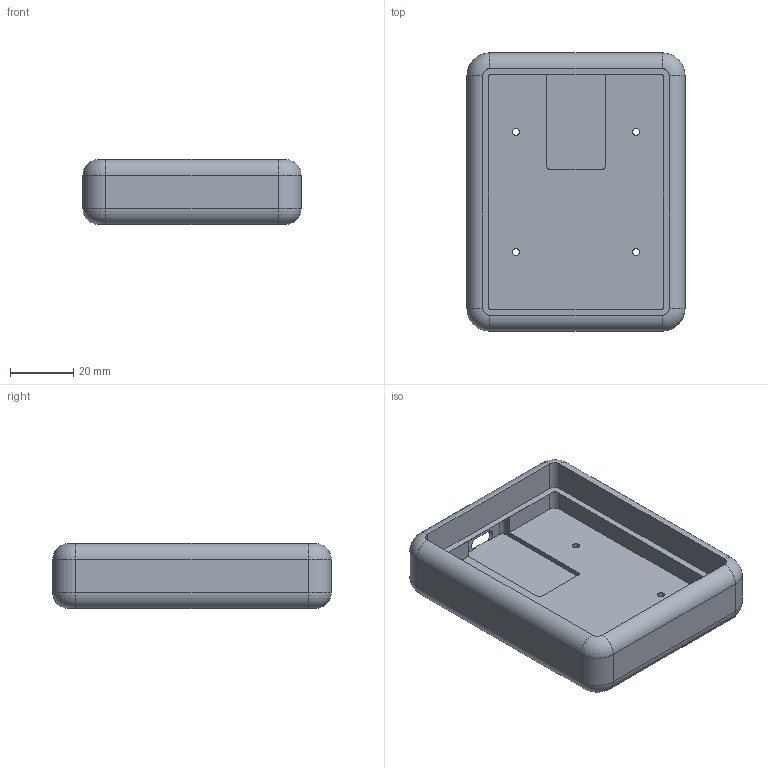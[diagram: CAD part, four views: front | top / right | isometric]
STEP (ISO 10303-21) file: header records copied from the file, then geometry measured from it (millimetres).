
FILE_DESCRIPTION(('HOOPS Exchange Step'),'2;1');
FILE_NAME('temp_export','2025-11-09T14:23:24-05:00',('jscotto'),('Shapr3D Limited'),'HOOPS Exchange 2025.6','Shapr3D','Authorized');
FILE_SCHEMA( ('AP242_MANAGED_MODEL_BASED_3D_ENGINEERING_MIM_LF {1 0 10303 442 1 1 4}') );
Length unit declared in the file: millimetre
Products named in the file (1): Case
Bounding box: 69.15 x 88.2 x 20.6 mm (x, y, z)
Volume: 39338.1 mm3; surface area: 22789.2 mm2
Topology: 1 solids, 1 shells, 72 faces, 185 edges, 114 vertices
Faces by surface type: cylinder 30, plane 26, cone 8, torus 8
Full cylindrical faces by diameter (mm): 2.2 x4
Entity records: 2324 total; most frequent: CARTESIAN_POINT 460, DIRECTION 411, ORIENTED_EDGE 370, EDGE_CURVE 185, AXIS2_PLACEMENT_3D 154, VERTEX_POINT 114, VECTOR 103, LINE 103
